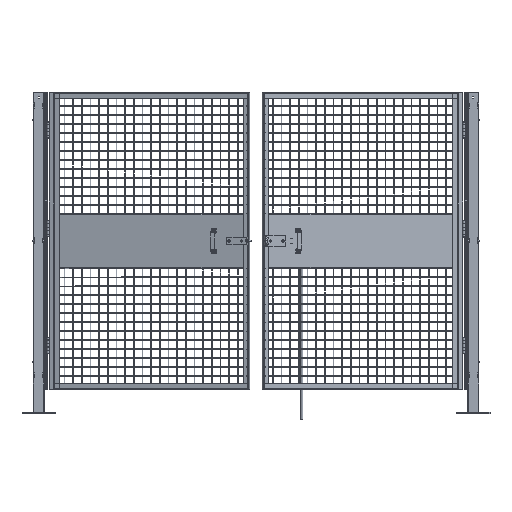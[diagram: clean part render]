
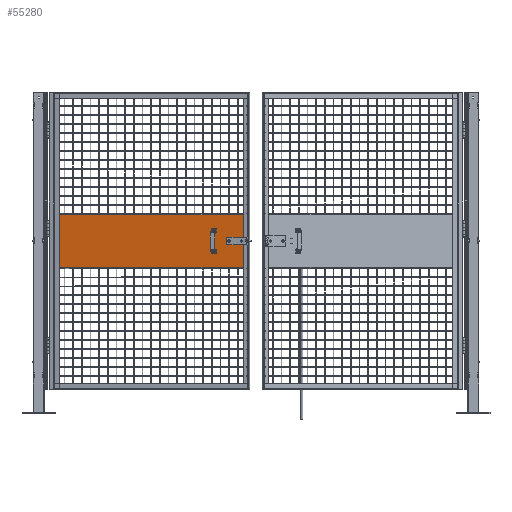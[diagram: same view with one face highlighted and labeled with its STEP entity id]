
A CAD part, top view. The second image highlights one B-rep face of the part: STEP entity #55280.
In plain terms, the highlighted planar face has unit normal (-0.259, 0, 0.966).
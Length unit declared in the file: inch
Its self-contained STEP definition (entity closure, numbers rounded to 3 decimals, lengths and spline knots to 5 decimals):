
#437 = CARTESIAN_POINT ( 'NONE',  ( 45.00653, 38.5435, 12.682 ) ) ;
#1188 = ORIENTED_EDGE ( 'NONE', *, *, #40277, .T. ) ;
#1386 = DIRECTION ( 'NONE',  ( 0.966, 0., 0.259 ) ) ;
#1772 = CARTESIAN_POINT ( 'NONE',  ( 44.76505, 37.4185, 12.61729 ) ) ;
#2603 = ORIENTED_EDGE ( 'NONE', *, *, #86626, .T. ) ;
#2900 = CARTESIAN_POINT ( 'NONE',  ( 45.4895, 43.9735, 12.81141 ) ) ;
#3823 = CARTESIAN_POINT ( 'NONE',  ( 45.4895, 43.9735, 12.81141 ) ) ;
#5150 = EDGE_CURVE ( 'NONE', #7267, #43965, #7031, .T. ) ;
#5179 = CARTESIAN_POINT ( 'NONE',  ( 45.4895, 32.2385, 12.81141 ) ) ;
#5352 = CARTESIAN_POINT ( 'NONE',  ( 43.31616, 37.4185, 12.22906 ) ) ;
#5568 = ORIENTED_EDGE ( 'NONE', *, *, #5150, .T. ) ;
#5742 = VERTEX_POINT ( 'NONE', #46807 ) ;
#6546 = LINE ( 'NONE', #31683, #19693 ) ;
#6575 = VERTEX_POINT ( 'NONE', #43040 ) ;
#6623 = DIRECTION ( 'NONE',  ( 0.259, 0., -0.966 ) ) ;
#7031 = LINE ( 'NONE', #32152, #58712 ) ;
#7267 = VERTEX_POINT ( 'NONE', #78226 ) ;
#7334 = VERTEX_POINT ( 'NONE', #111366 ) ;
#7335 = CARTESIAN_POINT ( 'NONE',  ( 42.53135, 38.106, 12.01877 ) ) ;
#8551 = CIRCLE ( 'NONE', #103462, 0.25 ) ;
#8610 = DIRECTION ( 'NONE',  ( 0.259, 0., -0.966 ) ) ;
#11683 = DIRECTION ( 'NONE',  ( 0.966, 0., 0.259 ) ) ;
#12574 = FACE_OUTER_BOUND ( 'NONE', #36968, .T. ) ;
#13096 = CARTESIAN_POINT ( 'NONE',  ( 45.4895, 43.9735, 12.81141 ) ) ;
#13131 = DIRECTION ( 'NONE',  ( -0.966, 0., -0.259 ) ) ;
#13818 = VERTEX_POINT ( 'NONE', #5352 ) ;
#15070 = CARTESIAN_POINT ( 'NONE',  ( 44.76505, 38.7935, 12.61729 ) ) ;
#15881 = VERTEX_POINT ( 'NONE', #7335 ) ;
#15977 = ORIENTED_EDGE ( 'NONE', *, *, #91641, .T. ) ;
#16675 = AXIS2_PLACEMENT_3D ( 'NONE', #40577, #57158, #57719 ) ;
#16998 = VERTEX_POINT ( 'NONE', #27033 ) ;
#18619 = DIRECTION ( 'NONE',  ( 0.259, 0., -0.966 ) ) ;
#19088 = DIRECTION ( 'NONE',  ( 0.259, 0., -0.966 ) ) ;
#19693 = VECTOR ( 'NONE', #66567, 39.37008 ) ;
#20016 = FACE_BOUND ( 'NONE', #67977, .T. ) ;
#21919 = CARTESIAN_POINT ( 'NONE',  ( 42.41061, 38.106, 11.98642 ) ) ;
#21921 = DIRECTION ( 'NONE',  ( 0.966, 0., 0.259 ) ) ;
#22399 = ORIENTED_EDGE ( 'NONE', *, *, #36297, .T. ) ;
#22949 = VERTEX_POINT ( 'NONE', #1772 ) ;
#22957 = CIRCLE ( 'NONE', #75926, 0.125 ) ;
#24027 = DIRECTION ( 'NONE',  ( -0.966, 0., -0.259 ) ) ;
#24059 = CIRCLE ( 'NONE', #82784, 0.125 ) ;
#25437 = EDGE_CURVE ( 'NONE', #6575, #108609, #6546, .T. ) ;
#26472 = CARTESIAN_POINT ( 'NONE',  ( 45.00653, 38.5435, 12.682 ) ) ;
#27033 = CARTESIAN_POINT ( 'NONE',  ( 45.00653, 37.6685, 12.682 ) ) ;
#27837 = LINE ( 'NONE', #437, #58094 ) ;
#28089 = VECTOR ( 'NONE', #24027, 39.37008 ) ;
#29716 = CARTESIAN_POINT ( 'NONE',  ( 43.07468, 38.5435, 12.16436 ) ) ;
#30070 = CARTESIAN_POINT ( 'NONE',  ( 4.67913, 43.9735, 1.8763 ) ) ;
#30185 = DIRECTION ( 'NONE',  ( 0.966, 0., 0.259 ) ) ;
#31683 = CARTESIAN_POINT ( 'NONE',  ( 45.4895, 43.9735, 12.81141 ) ) ;
#31754 = CARTESIAN_POINT ( 'NONE',  ( 45.4895, 32.2385, 12.81141 ) ) ;
#32152 = CARTESIAN_POINT ( 'NONE',  ( 43.07468, 38.5435, 12.16436 ) ) ;
#32311 = VECTOR ( 'NONE', #100096, 39.37008 ) ;
#32884 = DIRECTION ( 'NONE',  ( 0.966, 0., 0.259 ) ) ;
#33527 = EDGE_CURVE ( 'NONE', #43965, #5742, #8551, .T. ) ;
#34051 = EDGE_CURVE ( 'NONE', #103326, #92612, #83478, .T. ) ;
#35295 = DIRECTION ( 'NONE',  ( 0., -1., 0. ) ) ;
#36015 = EDGE_CURVE ( 'NONE', #98970, #16998, #27837, .T. ) ;
#36196 = ORIENTED_EDGE ( 'NONE', *, *, #104584, .T. ) ;
#36297 = EDGE_CURVE ( 'NONE', #70101, #98970, #56284, .T. ) ;
#36968 = EDGE_LOOP ( 'NONE', ( #92133, #57150, #73339, #85691 ) ) ;
#38507 = CARTESIAN_POINT ( 'NONE',  ( 45.24802, 38.106, 12.7467 ) ) ;
#39608 = DIRECTION ( 'NONE',  ( 0.259, 0., -0.966 ) ) ;
#40277 = EDGE_CURVE ( 'NONE', #5742, #70101, #58491, .T. ) ;
#40577 = CARTESIAN_POINT ( 'NONE',  ( 39.09024, 35.681, 11.09673 ) ) ;
#42675 = CARTESIAN_POINT ( 'NONE',  ( 43.31616, 37.6685, 12.22906 ) ) ;
#42703 = CIRCLE ( 'NONE', #90119, 0.125 ) ;
#43040 = CARTESIAN_POINT ( 'NONE',  ( 4.67913, 43.9735, 1.8763 ) ) ;
#43965 = VERTEX_POINT ( 'NONE', #29716 ) ;
#44808 = CARTESIAN_POINT ( 'NONE',  ( 43.31616, 38.5435, 12.22906 ) ) ;
#44904 = DIRECTION ( 'NONE',  ( 0.966, 0., 0.259 ) ) ;
#45906 = VECTOR ( 'NONE', #47966, 39.37008 ) ;
#46807 = CARTESIAN_POINT ( 'NONE',  ( 43.31616, 38.7935, 12.22906 ) ) ;
#46867 = FACE_BOUND ( 'NONE', #70832, .T. ) ;
#47966 = DIRECTION ( 'NONE',  ( 0., -1., 0. ) ) ;
#48781 = DIRECTION ( 'NONE',  ( 0.259, 0., -0.966 ) ) ;
#49588 = DIRECTION ( 'NONE',  ( 0.259, 0., -0.966 ) ) ;
#50369 = EDGE_LOOP ( 'NONE', ( #15977 ) ) ;
#51710 = EDGE_CURVE ( 'NONE', #15881, #15881, #24059, .T. ) ;
#54178 = ORIENTED_EDGE ( 'NONE', *, *, #51710, .T. ) ;
#55280 = ADVANCED_FACE ( 'NONE', ( #81198, #89229, #64597, #12574, #46867, #20016 ), #82319, .F. ) ;
#56284 = CIRCLE ( 'NONE', #85558, 0.25 ) ;
#57150 = ORIENTED_EDGE ( 'NONE', *, *, #99103, .F. ) ;
#57158 = DIRECTION ( 'NONE',  ( 0.259, 0., -0.966 ) ) ;
#57719 = DIRECTION ( 'NONE',  ( 0.966, 0., 0.259 ) ) ;
#58000 = ORIENTED_EDGE ( 'NONE', *, *, #87949, .T. ) ;
#58094 = VECTOR ( 'NONE', #35295, 39.37008 ) ;
#58491 = LINE ( 'NONE', #15070, #73866 ) ;
#58712 = VECTOR ( 'NONE', #84185, 39.37008 ) ;
#60414 = EDGE_CURVE ( 'NONE', #16998, #22949, #104410, .T. ) ;
#60651 = CIRCLE ( 'NONE', #87996, 0.25 ) ;
#60790 = EDGE_LOOP ( 'NONE', ( #54178 ) ) ;
#62912 = DIRECTION ( 'NONE',  ( 0.259, 0., -0.966 ) ) ;
#63970 = VERTEX_POINT ( 'NONE', #72018 ) ;
#64597 = FACE_BOUND ( 'NONE', #60790, .T. ) ;
#66538 = DIRECTION ( 'NONE',  ( 0.966, 0., 0.259 ) ) ;
#66567 = DIRECTION ( 'NONE',  ( 0.966, 0., 0.259 ) ) ;
#67154 = ORIENTED_EDGE ( 'NONE', *, *, #60414, .T. ) ;
#67977 = EDGE_LOOP ( 'NONE', ( #36196 ) ) ;
#70101 = VERTEX_POINT ( 'NONE', #77410 ) ;
#70832 = EDGE_LOOP ( 'NONE', ( #22399, #82215, #67154, #75616, #2603, #5568, #96096, #1188 ) ) ;
#70865 = CARTESIAN_POINT ( 'NONE',  ( 39.09024, 40.481, 11.09673 ) ) ;
#72018 = CARTESIAN_POINT ( 'NONE',  ( 39.21098, 35.681, 11.12908 ) ) ;
#73339 = ORIENTED_EDGE ( 'NONE', *, *, #25437, .F. ) ;
#73866 = VECTOR ( 'NONE', #66538, 39.37008 ) ;
#74755 = CARTESIAN_POINT ( 'NONE',  ( 44.76505, 37.6685, 12.61729 ) ) ;
#75616 = ORIENTED_EDGE ( 'NONE', *, *, #91479, .T. ) ;
#75926 = AXIS2_PLACEMENT_3D ( 'NONE', #38507, #48781, #21921 ) ;
#77410 = CARTESIAN_POINT ( 'NONE',  ( 44.76505, 38.7935, 12.61729 ) ) ;
#78226 = CARTESIAN_POINT ( 'NONE',  ( 43.07468, 37.6685, 12.16436 ) ) ;
#81198 = FACE_BOUND ( 'NONE', #50369, .T. ) ;
#81828 = LINE ( 'NONE', #109242, #28089 ) ;
#82215 = ORIENTED_EDGE ( 'NONE', *, *, #36015, .T. ) ;
#82319 = PLANE ( 'NONE',  #111259 ) ;
#82784 = AXIS2_PLACEMENT_3D ( 'NONE', #21919, #39608, #11683 ) ;
#83478 = LINE ( 'NONE', #5179, #32311 ) ;
#84185 = DIRECTION ( 'NONE',  ( 0., 1., 0. ) ) ;
#84938 = CARTESIAN_POINT ( 'NONE',  ( 44.76505, 38.5435, 12.61729 ) ) ;
#85108 = VERTEX_POINT ( 'NONE', #112545 ) ;
#85558 = AXIS2_PLACEMENT_3D ( 'NONE', #84938, #6623, #32884 ) ;
#85691 = ORIENTED_EDGE ( 'NONE', *, *, #113110, .T. ) ;
#86626 = EDGE_CURVE ( 'NONE', #13818, #7267, #60651, .T. ) ;
#87949 = EDGE_CURVE ( 'NONE', #63970, #63970, #91570, .T. ) ;
#87996 = AXIS2_PLACEMENT_3D ( 'NONE', #42675, #18619, #44904 ) ;
#88030 = DIRECTION ( 'NONE',  ( 0.966, 0., 0.259 ) ) ;
#89229 = FACE_BOUND ( 'NONE', #98351, .T. ) ;
#90119 = AXIS2_PLACEMENT_3D ( 'NONE', #70865, #8610, #88030 ) ;
#91479 = EDGE_CURVE ( 'NONE', #22949, #13818, #81828, .T. ) ;
#91570 = CIRCLE ( 'NONE', #16675, 0.125 ) ;
#91641 = EDGE_CURVE ( 'NONE', #85108, #85108, #42703, .T. ) ;
#92133 = ORIENTED_EDGE ( 'NONE', *, *, #34051, .F. ) ;
#92612 = VERTEX_POINT ( 'NONE', #103541 ) ;
#96096 = ORIENTED_EDGE ( 'NONE', *, *, #33527, .T. ) ;
#98351 = EDGE_LOOP ( 'NONE', ( #58000 ) ) ;
#98970 = VERTEX_POINT ( 'NONE', #26472 ) ;
#99103 = EDGE_CURVE ( 'NONE', #108609, #103326, #100016, .T. ) ;
#100016 = LINE ( 'NONE', #13096, #45906 ) ;
#100096 = DIRECTION ( 'NONE',  ( -0.966, 0., -0.259 ) ) ;
#103326 = VERTEX_POINT ( 'NONE', #31754 ) ;
#103462 = AXIS2_PLACEMENT_3D ( 'NONE', #44808, #19088, #1386 ) ;
#103541 = CARTESIAN_POINT ( 'NONE',  ( 4.67913, 32.2385, 1.8763 ) ) ;
#104410 = CIRCLE ( 'NONE', #111655, 0.25 ) ;
#104584 = EDGE_CURVE ( 'NONE', #7334, #7334, #22957, .T. ) ;
#107713 = VECTOR ( 'NONE', #108943, 39.37008 ) ;
#108399 = LINE ( 'NONE', #30070, #107713 ) ;
#108609 = VERTEX_POINT ( 'NONE', #3823 ) ;
#108943 = DIRECTION ( 'NONE',  ( 0., -1., 0. ) ) ;
#109242 = CARTESIAN_POINT ( 'NONE',  ( 44.76505, 37.4185, 12.61729 ) ) ;
#111259 = AXIS2_PLACEMENT_3D ( 'NONE', #2900, #62912, #13131 ) ;
#111366 = CARTESIAN_POINT ( 'NONE',  ( 45.36876, 38.106, 12.77905 ) ) ;
#111655 = AXIS2_PLACEMENT_3D ( 'NONE', #74755, #49588, #30185 ) ;
#112545 = CARTESIAN_POINT ( 'NONE',  ( 39.21098, 40.481, 11.12908 ) ) ;
#113110 = EDGE_CURVE ( 'NONE', #6575, #92612, #108399, .T. ) ;
